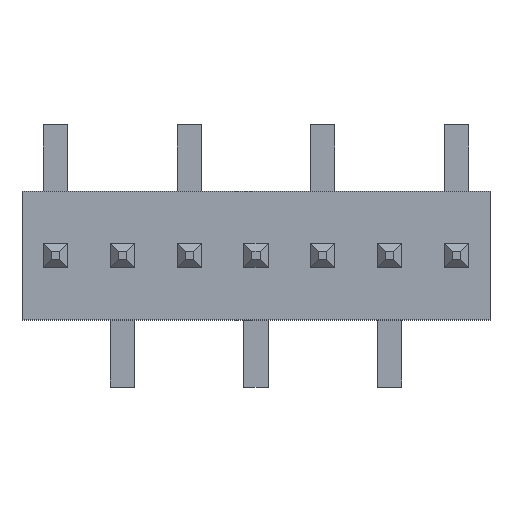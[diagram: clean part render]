
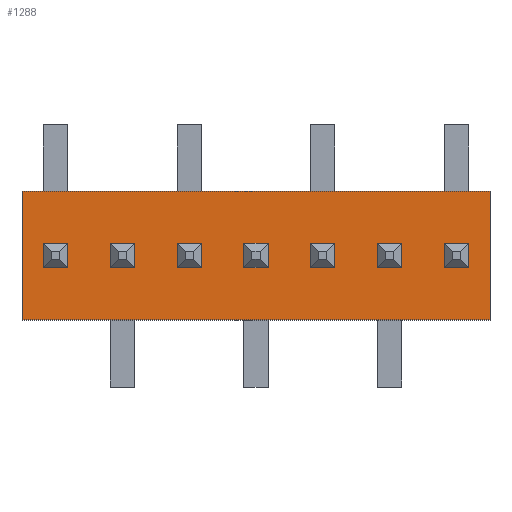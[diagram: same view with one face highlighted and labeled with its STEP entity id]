
A CAD part, top view. The second image highlights one B-rep face of the part: STEP entity #1288.
In plain terms, the highlighted face is planar.
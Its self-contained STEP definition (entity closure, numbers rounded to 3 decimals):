
#88 = VERTEX_POINT('',#89);
#89 = CARTESIAN_POINT('',(4.445,1.27,-1.219));
#106 = VERTEX_POINT('',#107);
#107 = CARTESIAN_POINT('',(-4.445,1.27,-1.219));
#113 = EDGE_CURVE('',#88,#106,#114,.T.);
#114 = LINE('',#115,#116);
#115 = CARTESIAN_POINT('',(4.445,1.27,-1.219));
#116 = VECTOR('',#117,1.);
#117 = DIRECTION('',(-1.,0.,0.));
#255 = VERTEX_POINT('',#256);
#256 = CARTESIAN_POINT('',(-4.445,1.27,1.219));
#262 = EDGE_CURVE('',#106,#255,#263,.T.);
#263 = LINE('',#264,#265);
#264 = CARTESIAN_POINT('',(-4.445,1.27,-1.219));
#265 = VECTOR('',#266,1.);
#266 = DIRECTION('',(0.,0.,1.));
#286 = VERTEX_POINT('',#287);
#287 = CARTESIAN_POINT('',(4.445,1.27,1.219));
#293 = EDGE_CURVE('',#255,#286,#294,.T.);
#294 = LINE('',#295,#296);
#295 = CARTESIAN_POINT('',(-4.445,1.27,1.219));
#296 = VECTOR('',#297,1.);
#297 = DIRECTION('',(1.,0.,0.));
#324 = EDGE_CURVE('',#286,#88,#325,.T.);
#325 = LINE('',#326,#327);
#326 = CARTESIAN_POINT('',(4.445,1.27,1.219));
#327 = VECTOR('',#328,1.);
#328 = DIRECTION('',(0.,0.,-1.));
#418 = VERTEX_POINT('',#419);
#419 = CARTESIAN_POINT('',(3.581,1.27,-0.229));
#425 = EDGE_CURVE('',#418,#426,#428,.T.);
#426 = VERTEX_POINT('',#427);
#427 = CARTESIAN_POINT('',(3.581,1.27,0.178));
#428 = LINE('',#429,#430);
#429 = CARTESIAN_POINT('',(3.581,1.27,-0.229));
#430 = VECTOR('',#431,1.);
#431 = DIRECTION('',(0.,0.,1.));
#456 = VERTEX_POINT('',#457);
#457 = CARTESIAN_POINT('',(3.988,1.27,-0.229));
#463 = EDGE_CURVE('',#456,#418,#464,.T.);
#464 = LINE('',#465,#466);
#465 = CARTESIAN_POINT('',(3.988,1.27,-0.229));
#466 = VECTOR('',#467,1.);
#467 = DIRECTION('',(-1.,0.,0.));
#487 = VERTEX_POINT('',#488);
#488 = CARTESIAN_POINT('',(3.988,1.27,0.178));
#494 = EDGE_CURVE('',#487,#456,#495,.T.);
#495 = LINE('',#496,#497);
#496 = CARTESIAN_POINT('',(3.988,1.27,0.178));
#497 = VECTOR('',#498,1.);
#498 = DIRECTION('',(0.,0.,-1.));
#520 = VERTEX_POINT('',#521);
#521 = CARTESIAN_POINT('',(2.311,1.27,-0.229));
#527 = EDGE_CURVE('',#520,#528,#530,.T.);
#528 = VERTEX_POINT('',#529);
#529 = CARTESIAN_POINT('',(2.311,1.27,0.178));
#530 = LINE('',#531,#532);
#531 = CARTESIAN_POINT('',(2.311,1.27,-0.229));
#532 = VECTOR('',#533,1.);
#533 = DIRECTION('',(0.,0.,1.));
#558 = VERTEX_POINT('',#559);
#559 = CARTESIAN_POINT('',(2.718,1.27,-0.229));
#565 = EDGE_CURVE('',#558,#520,#566,.T.);
#566 = LINE('',#567,#568);
#567 = CARTESIAN_POINT('',(2.718,1.27,-0.229));
#568 = VECTOR('',#569,1.);
#569 = DIRECTION('',(-1.,0.,0.));
#589 = VERTEX_POINT('',#590);
#590 = CARTESIAN_POINT('',(2.718,1.27,0.178));
#596 = EDGE_CURVE('',#589,#558,#597,.T.);
#597 = LINE('',#598,#599);
#598 = CARTESIAN_POINT('',(2.718,1.27,0.178));
#599 = VECTOR('',#600,1.);
#600 = DIRECTION('',(0.,0.,-1.));
#622 = VERTEX_POINT('',#623);
#623 = CARTESIAN_POINT('',(1.041,1.27,-0.229));
#629 = EDGE_CURVE('',#622,#630,#632,.T.);
#630 = VERTEX_POINT('',#631);
#631 = CARTESIAN_POINT('',(1.041,1.27,0.178));
#632 = LINE('',#633,#634);
#633 = CARTESIAN_POINT('',(1.041,1.27,-0.229));
#634 = VECTOR('',#635,1.);
#635 = DIRECTION('',(0.,0.,1.));
#660 = VERTEX_POINT('',#661);
#661 = CARTESIAN_POINT('',(1.448,1.27,-0.229));
#667 = EDGE_CURVE('',#660,#622,#668,.T.);
#668 = LINE('',#669,#670);
#669 = CARTESIAN_POINT('',(1.448,1.27,-0.229));
#670 = VECTOR('',#671,1.);
#671 = DIRECTION('',(-1.,0.,0.));
#691 = VERTEX_POINT('',#692);
#692 = CARTESIAN_POINT('',(1.448,1.27,0.178));
#698 = EDGE_CURVE('',#691,#660,#699,.T.);
#699 = LINE('',#700,#701);
#700 = CARTESIAN_POINT('',(1.448,1.27,0.178));
#701 = VECTOR('',#702,1.);
#702 = DIRECTION('',(0.,0.,-1.));
#724 = VERTEX_POINT('',#725);
#725 = CARTESIAN_POINT('',(-0.229,1.27,-0.229));
#731 = EDGE_CURVE('',#724,#732,#734,.T.);
#732 = VERTEX_POINT('',#733);
#733 = CARTESIAN_POINT('',(-0.229,1.27,0.178));
#734 = LINE('',#735,#736);
#735 = CARTESIAN_POINT('',(-0.229,1.27,-0.229));
#736 = VECTOR('',#737,1.);
#737 = DIRECTION('',(0.,0.,1.));
#762 = VERTEX_POINT('',#763);
#763 = CARTESIAN_POINT('',(0.178,1.27,-0.229));
#769 = EDGE_CURVE('',#762,#724,#770,.T.);
#770 = LINE('',#771,#772);
#771 = CARTESIAN_POINT('',(0.178,1.27,-0.229));
#772 = VECTOR('',#773,1.);
#773 = DIRECTION('',(-1.,0.,0.));
#793 = VERTEX_POINT('',#794);
#794 = CARTESIAN_POINT('',(0.178,1.27,0.178));
#800 = EDGE_CURVE('',#793,#762,#801,.T.);
#801 = LINE('',#802,#803);
#802 = CARTESIAN_POINT('',(0.178,1.27,0.178));
#803 = VECTOR('',#804,1.);
#804 = DIRECTION('',(0.,0.,-1.));
#826 = VERTEX_POINT('',#827);
#827 = CARTESIAN_POINT('',(-1.499,1.27,-0.229));
#833 = EDGE_CURVE('',#826,#834,#836,.T.);
#834 = VERTEX_POINT('',#835);
#835 = CARTESIAN_POINT('',(-1.499,1.27,0.178));
#836 = LINE('',#837,#838);
#837 = CARTESIAN_POINT('',(-1.499,1.27,-0.229));
#838 = VECTOR('',#839,1.);
#839 = DIRECTION('',(0.,0.,1.));
#864 = VERTEX_POINT('',#865);
#865 = CARTESIAN_POINT('',(-1.092,1.27,-0.229));
#871 = EDGE_CURVE('',#864,#826,#872,.T.);
#872 = LINE('',#873,#874);
#873 = CARTESIAN_POINT('',(-1.092,1.27,-0.229));
#874 = VECTOR('',#875,1.);
#875 = DIRECTION('',(-1.,0.,0.));
#895 = VERTEX_POINT('',#896);
#896 = CARTESIAN_POINT('',(-1.092,1.27,0.178));
#902 = EDGE_CURVE('',#895,#864,#903,.T.);
#903 = LINE('',#904,#905);
#904 = CARTESIAN_POINT('',(-1.092,1.27,0.178));
#905 = VECTOR('',#906,1.);
#906 = DIRECTION('',(0.,0.,-1.));
#928 = VERTEX_POINT('',#929);
#929 = CARTESIAN_POINT('',(-2.769,1.27,-0.229));
#935 = EDGE_CURVE('',#928,#936,#938,.T.);
#936 = VERTEX_POINT('',#937);
#937 = CARTESIAN_POINT('',(-2.769,1.27,0.178));
#938 = LINE('',#939,#940);
#939 = CARTESIAN_POINT('',(-2.769,1.27,-0.229));
#940 = VECTOR('',#941,1.);
#941 = DIRECTION('',(0.,0.,1.));
#966 = VERTEX_POINT('',#967);
#967 = CARTESIAN_POINT('',(-2.362,1.27,-0.229));
#973 = EDGE_CURVE('',#966,#928,#974,.T.);
#974 = LINE('',#975,#976);
#975 = CARTESIAN_POINT('',(-2.362,1.27,-0.229));
#976 = VECTOR('',#977,1.);
#977 = DIRECTION('',(-1.,0.,0.));
#997 = VERTEX_POINT('',#998);
#998 = CARTESIAN_POINT('',(-2.362,1.27,0.178));
#1004 = EDGE_CURVE('',#997,#966,#1005,.T.);
#1005 = LINE('',#1006,#1007);
#1006 = CARTESIAN_POINT('',(-2.362,1.27,0.178));
#1007 = VECTOR('',#1008,1.);
#1008 = DIRECTION('',(0.,0.,-1.));
#1030 = VERTEX_POINT('',#1031);
#1031 = CARTESIAN_POINT('',(-4.039,1.27,-0.229));
#1037 = EDGE_CURVE('',#1030,#1038,#1040,.T.);
#1038 = VERTEX_POINT('',#1039);
#1039 = CARTESIAN_POINT('',(-4.039,1.27,0.178));
#1040 = LINE('',#1041,#1042);
#1041 = CARTESIAN_POINT('',(-4.039,1.27,-0.229));
#1042 = VECTOR('',#1043,1.);
#1043 = DIRECTION('',(0.,0.,1.));
#1068 = VERTEX_POINT('',#1069);
#1069 = CARTESIAN_POINT('',(-3.632,1.27,-0.229));
#1075 = EDGE_CURVE('',#1068,#1030,#1076,.T.);
#1076 = LINE('',#1077,#1078);
#1077 = CARTESIAN_POINT('',(-3.632,1.27,-0.229));
#1078 = VECTOR('',#1079,1.);
#1079 = DIRECTION('',(-1.,0.,0.));
#1099 = VERTEX_POINT('',#1100);
#1100 = CARTESIAN_POINT('',(-3.632,1.27,0.178));
#1106 = EDGE_CURVE('',#1099,#1068,#1107,.T.);
#1107 = LINE('',#1108,#1109);
#1108 = CARTESIAN_POINT('',(-3.632,1.27,0.178));
#1109 = VECTOR('',#1110,1.);
#1110 = DIRECTION('',(0.,0.,-1.));
#1128 = EDGE_CURVE('',#426,#487,#1129,.T.);
#1129 = LINE('',#1130,#1131);
#1130 = CARTESIAN_POINT('',(3.581,1.27,0.178));
#1131 = VECTOR('',#1132,1.);
#1132 = DIRECTION('',(1.,0.,0.));
#1150 = EDGE_CURVE('',#528,#589,#1151,.T.);
#1151 = LINE('',#1152,#1153);
#1152 = CARTESIAN_POINT('',(2.311,1.27,0.178));
#1153 = VECTOR('',#1154,1.);
#1154 = DIRECTION('',(1.,0.,0.));
#1172 = EDGE_CURVE('',#630,#691,#1173,.T.);
#1173 = LINE('',#1174,#1175);
#1174 = CARTESIAN_POINT('',(1.041,1.27,0.178));
#1175 = VECTOR('',#1176,1.);
#1176 = DIRECTION('',(1.,0.,0.));
#1194 = EDGE_CURVE('',#732,#793,#1195,.T.);
#1195 = LINE('',#1196,#1197);
#1196 = CARTESIAN_POINT('',(-0.229,1.27,0.178));
#1197 = VECTOR('',#1198,1.);
#1198 = DIRECTION('',(1.,0.,0.));
#1216 = EDGE_CURVE('',#834,#895,#1217,.T.);
#1217 = LINE('',#1218,#1219);
#1218 = CARTESIAN_POINT('',(-1.499,1.27,0.178));
#1219 = VECTOR('',#1220,1.);
#1220 = DIRECTION('',(1.,0.,0.));
#1238 = EDGE_CURVE('',#936,#997,#1239,.T.);
#1239 = LINE('',#1240,#1241);
#1240 = CARTESIAN_POINT('',(-2.769,1.27,0.178));
#1241 = VECTOR('',#1242,1.);
#1242 = DIRECTION('',(1.,0.,0.));
#1260 = EDGE_CURVE('',#1038,#1099,#1261,.T.);
#1261 = LINE('',#1262,#1263);
#1262 = CARTESIAN_POINT('',(-4.039,1.27,0.178));
#1263 = VECTOR('',#1264,1.);
#1264 = DIRECTION('',(1.,0.,0.));
#1288 = ADVANCED_FACE('',(#1289,#1295,#1301,#1307,#1313,#1319,#1325,
    #1331),#1337,.T.);
#1289 = FACE_BOUND('',#1290,.T.);
#1290 = EDGE_LOOP('',(#1291,#1292,#1293,#1294));
#1291 = ORIENTED_EDGE('',*,*,#1037,.F.);
#1292 = ORIENTED_EDGE('',*,*,#1075,.F.);
#1293 = ORIENTED_EDGE('',*,*,#1106,.F.);
#1294 = ORIENTED_EDGE('',*,*,#1260,.F.);
#1295 = FACE_BOUND('',#1296,.T.);
#1296 = EDGE_LOOP('',(#1297,#1298,#1299,#1300));
#1297 = ORIENTED_EDGE('',*,*,#935,.F.);
#1298 = ORIENTED_EDGE('',*,*,#973,.F.);
#1299 = ORIENTED_EDGE('',*,*,#1004,.F.);
#1300 = ORIENTED_EDGE('',*,*,#1238,.F.);
#1301 = FACE_BOUND('',#1302,.T.);
#1302 = EDGE_LOOP('',(#1303,#1304,#1305,#1306));
#1303 = ORIENTED_EDGE('',*,*,#833,.F.);
#1304 = ORIENTED_EDGE('',*,*,#871,.F.);
#1305 = ORIENTED_EDGE('',*,*,#902,.F.);
#1306 = ORIENTED_EDGE('',*,*,#1216,.F.);
#1307 = FACE_BOUND('',#1308,.T.);
#1308 = EDGE_LOOP('',(#1309,#1310,#1311,#1312));
#1309 = ORIENTED_EDGE('',*,*,#731,.F.);
#1310 = ORIENTED_EDGE('',*,*,#769,.F.);
#1311 = ORIENTED_EDGE('',*,*,#800,.F.);
#1312 = ORIENTED_EDGE('',*,*,#1194,.F.);
#1313 = FACE_BOUND('',#1314,.T.);
#1314 = EDGE_LOOP('',(#1315,#1316,#1317,#1318));
#1315 = ORIENTED_EDGE('',*,*,#629,.F.);
#1316 = ORIENTED_EDGE('',*,*,#667,.F.);
#1317 = ORIENTED_EDGE('',*,*,#698,.F.);
#1318 = ORIENTED_EDGE('',*,*,#1172,.F.);
#1319 = FACE_BOUND('',#1320,.T.);
#1320 = EDGE_LOOP('',(#1321,#1322,#1323,#1324));
#1321 = ORIENTED_EDGE('',*,*,#527,.F.);
#1322 = ORIENTED_EDGE('',*,*,#565,.F.);
#1323 = ORIENTED_EDGE('',*,*,#596,.F.);
#1324 = ORIENTED_EDGE('',*,*,#1150,.F.);
#1325 = FACE_BOUND('',#1326,.T.);
#1326 = EDGE_LOOP('',(#1327,#1328,#1329,#1330));
#1327 = ORIENTED_EDGE('',*,*,#425,.F.);
#1328 = ORIENTED_EDGE('',*,*,#463,.F.);
#1329 = ORIENTED_EDGE('',*,*,#494,.F.);
#1330 = ORIENTED_EDGE('',*,*,#1128,.F.);
#1331 = FACE_BOUND('',#1332,.T.);
#1332 = EDGE_LOOP('',(#1333,#1334,#1335,#1336));
#1333 = ORIENTED_EDGE('',*,*,#262,.T.);
#1334 = ORIENTED_EDGE('',*,*,#293,.T.);
#1335 = ORIENTED_EDGE('',*,*,#324,.T.);
#1336 = ORIENTED_EDGE('',*,*,#113,.T.);
#1337 = PLANE('',#1338);
#1338 = AXIS2_PLACEMENT_3D('',#1339,#1340,#1341);
#1339 = CARTESIAN_POINT('',(0.,1.27,0.));
#1340 = DIRECTION('',(0.,1.,0.));
#1341 = DIRECTION('',(0.,-0.,1.));
